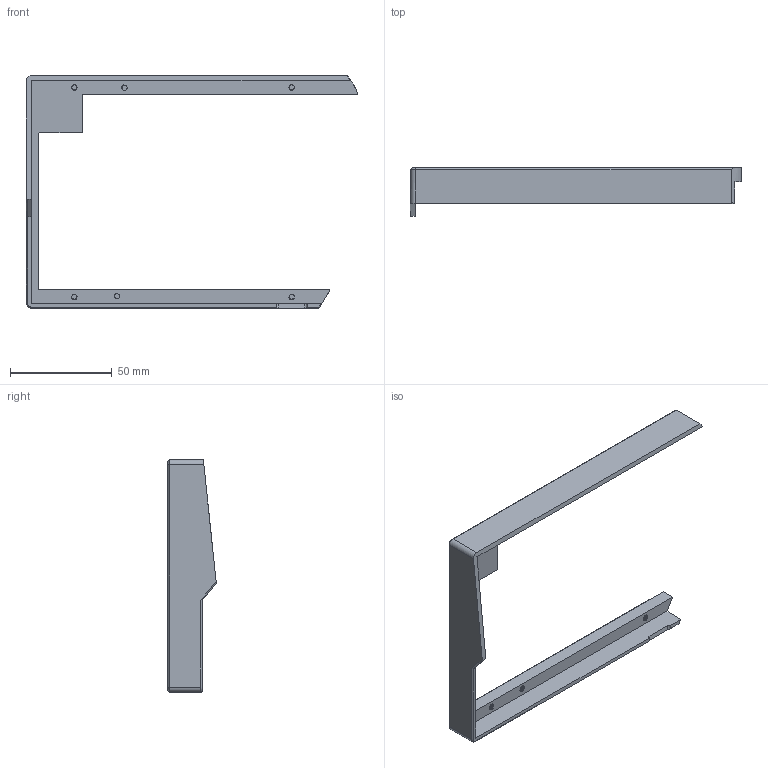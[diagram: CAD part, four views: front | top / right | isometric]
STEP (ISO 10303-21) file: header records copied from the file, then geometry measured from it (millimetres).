
FILE_DESCRIPTION(/* description */ (''),/* implementation_level */ '2;1');
FILE_NAME(/* name */ 'TopLeft.step',/* time_stamp */ '2021-01-24T11:31:21+01:00',/* author */ (''),/* organization */ (''),/* preprocessor_version */ 'ST-DEVELOPER v18.1',/* originating_system */ 'Autodesk Translation Framework v9.7.1.1290',/* authorisation */ '');
FILE_SCHEMA (('AUTOMOTIVE_DESIGN { 1 0 10303 214 3 1 1 }'));
Length unit declared in the file: millimetre
Products named in the file (1): FusionComponent
Bounding box: 162.61 x 23.87 x 114.25 mm (x, y, z)
Volume: 36371.6 mm3; surface area: 22225.6 mm2
Topology: 1 solids, 1 shells, 201 faces, 564 edges, 370 vertices
Faces by surface type: cylinder 140, plane 38, bspline 16, cone 7
Full cylindrical faces by diameter (mm): 2.529 x30, 3.086 x12
Entity records: 14714 total; most frequent: CARTESIAN_POINT 10122, ORIENTED_EDGE 1126, DIRECTION 674, EDGE_CURVE 563, VERTEX_POINT 370, B_SPLINE_CURVE_WITH_KNOTS 311, AXIS2_PLACEMENT_3D 236, EDGE_LOOP 207
